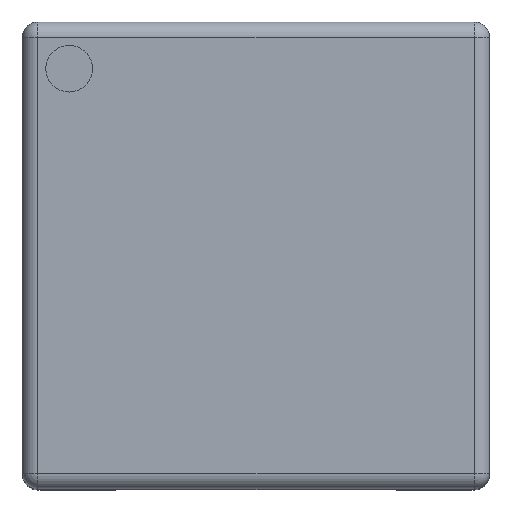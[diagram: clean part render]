
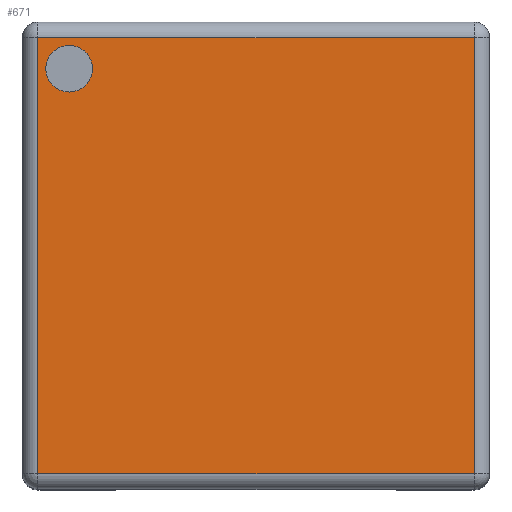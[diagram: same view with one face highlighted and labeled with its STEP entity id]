
A CAD part, top view. The second image highlights one B-rep face of the part: STEP entity #671.
In plain terms, the highlighted planar face has unit normal (0, 0, 1).
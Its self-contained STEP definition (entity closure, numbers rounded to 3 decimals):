
#70=CARTESIAN_POINT('',(-6.,6.75,15.5));
#71=VERTEX_POINT('',#70);
#80=CARTESIAN_POINT('',(-6.,5.25,15.5));
#81=VERTEX_POINT('',#80);
#82=CARTESIAN_POINT('',(-6.,6.,15.5));
#83=DIRECTION('',(0.0,0.0,-1.0));
#84=DIRECTION('',(0.0,1.0,0.0));
#85=AXIS2_PLACEMENT_3D('',#82,#83,#84);
#86=CIRCLE('',#85,0.75);
#87=EDGE_CURVE('',#81,#71,#86,.T.);
#123=CARTESIAN_POINT('',(7.,-7.,15.5));
#124=VERTEX_POINT('',#123);
#149=CARTESIAN_POINT('',(-7.,-7.,15.5));
#150=VERTEX_POINT('',#149);
#193=CARTESIAN_POINT('',(7.,7.,15.5));
#194=VERTEX_POINT('',#193);
#217=CARTESIAN_POINT('',(-7.,7.,15.5));
#218=VERTEX_POINT('',#217);
#285=CARTESIAN_POINT('',(-7.,7.,15.5));
#286=DIRECTION('',(1.0,0.0,0.0));
#287=VECTOR('',#286,14.);
#288=LINE('',#285,#287);
#289=EDGE_CURVE('',#218,#194,#288,.T.);
#307=CARTESIAN_POINT('',(-7.,-7.,15.5));
#308=DIRECTION('',(0.0,1.0,0.0));
#309=VECTOR('',#308,14.0);
#310=LINE('',#307,#309);
#311=EDGE_CURVE('',#150,#218,#310,.T.);
#329=CARTESIAN_POINT('',(7.,7.,15.5));
#330=DIRECTION('',(0.0,-1.0,0.0));
#331=VECTOR('',#330,14.);
#332=LINE('',#329,#331);
#333=EDGE_CURVE('',#194,#124,#332,.T.);
#415=CARTESIAN_POINT('',(7.,-7.,15.5));
#416=DIRECTION('',(-1.0,0.0,0.0));
#417=VECTOR('',#416,14.0);
#418=LINE('',#415,#417);
#419=EDGE_CURVE('',#124,#150,#418,.T.);
#650=CARTESIAN_POINT('',(-5.94,5.941,15.5));
#651=DIRECTION('',(0.0,0.0,1.0));
#652=DIRECTION('',(0.0,1.0,0.0));
#653=AXIS2_PLACEMENT_3D('',#650,#651,#652);
#654=PLANE('',#653);
#655=ORIENTED_EDGE('',*,*,#289,.F.);
#656=ORIENTED_EDGE('',*,*,#311,.F.);
#657=ORIENTED_EDGE('',*,*,#419,.F.);
#658=ORIENTED_EDGE('',*,*,#333,.F.);
#659=EDGE_LOOP('',(#655,#656,#657,#658));
#660=FACE_OUTER_BOUND('',#659,.T.);
#661=CARTESIAN_POINT('',(-6.,6.,15.5));
#662=DIRECTION('',(0.0,0.0,-1.0));
#663=DIRECTION('',(0.0,1.0,0.0));
#664=AXIS2_PLACEMENT_3D('',#661,#662,#663);
#665=CIRCLE('',#664,0.75);
#666=EDGE_CURVE('',#71,#81,#665,.T.);
#667=ORIENTED_EDGE('',*,*,#666,.T.);
#668=ORIENTED_EDGE('',*,*,#87,.T.);
#669=EDGE_LOOP('',(#667,#668));
#670=FACE_BOUND('',#669,.T.);
#671=ADVANCED_FACE('',(#660,#670),#654,.T.);
